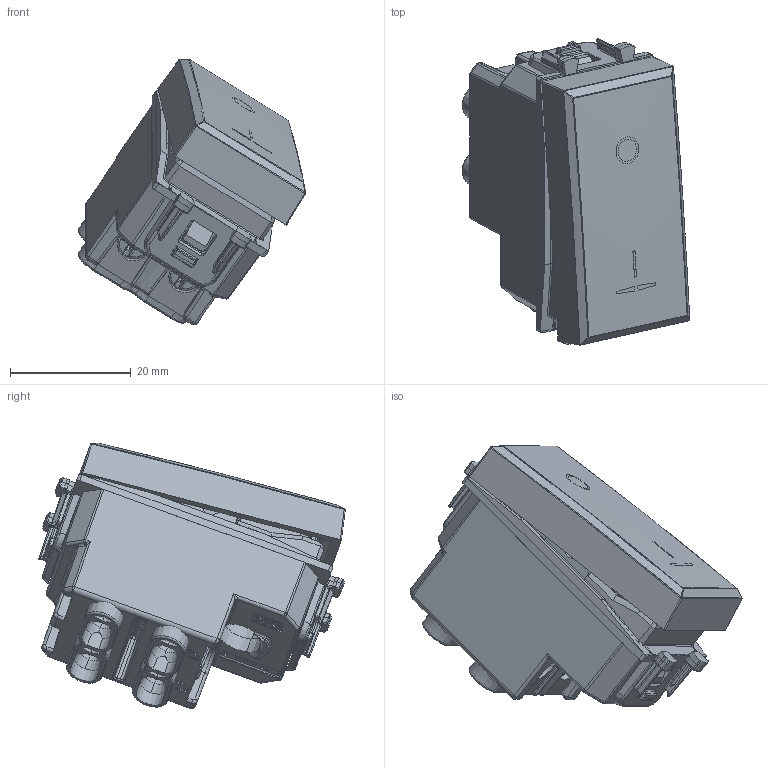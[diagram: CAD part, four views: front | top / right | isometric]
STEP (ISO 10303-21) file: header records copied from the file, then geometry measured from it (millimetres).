
FILE_DESCRIPTION(('CATIA V5 STEP Exchange'),'2;1');
FILE_NAME('443010.stp','2024-02-15T13:18:50+00:00',('none'),('none'),'CATIA Version 5-6 Release 2016 SP6','CATIA V5 STEP AP203','none');
FILE_SCHEMA(('CONFIG_CONTROL_DESIGN'));
Products named in the file (1): 443010
Assembly tree (17 placements, depth 2):
  443010
    #57
    #39609
    #90258
    #123533  x2
    #125134  x2
    #126821  x4
    #128734  x4
    #129678
    #137930
Bounding box: 37.75 x 50.82 x 44.08 mm (x, y, z)
Volume: 16131.3 mm3; surface area: 25461.3 mm2
Topology: 20 solids, 20 shells, 4712 faces, 12642 edges, 7861 vertices
Faces by surface type: plane 2423, cylinder 1266, bspline 448, cone 251, torus 162, sphere 118, extrusion 36, revolution 8
Entity records: 167404 total; most frequent: CARTESIAN_POINT 71372, ORIENTED_EDGE 23034, DIRECTION 14370, EDGE_CURVE 11517, VERTEX_POINT 7226, VECTOR 6462, LINE 6426, AXIS2_PLACEMENT_3D 4676
